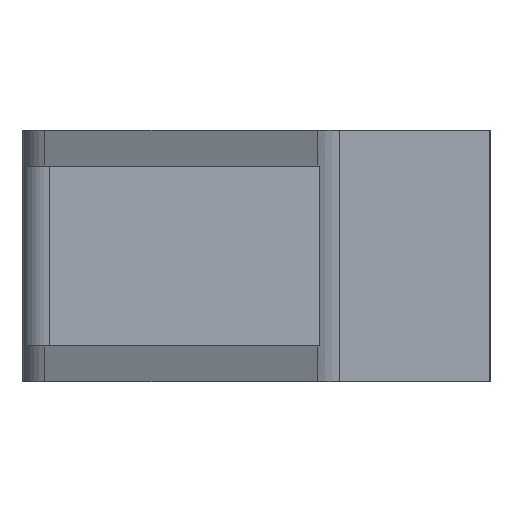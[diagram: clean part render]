
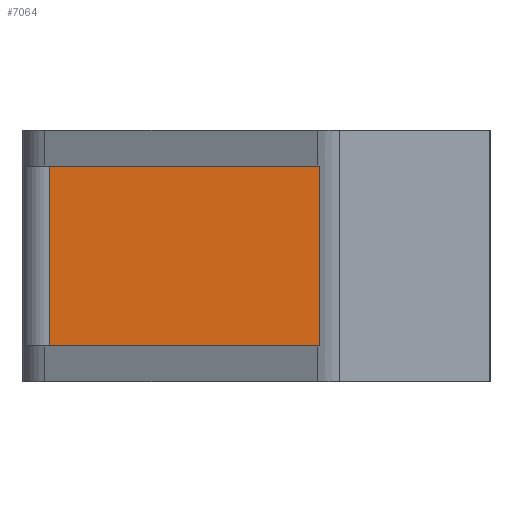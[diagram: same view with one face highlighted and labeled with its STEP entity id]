
A CAD part, left-side view. The second image highlights one B-rep face of the part: STEP entity #7064.
In plain terms, the highlighted planar face has unit normal (-1, 0, 0).
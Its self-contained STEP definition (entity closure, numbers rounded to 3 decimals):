
#325 = EDGE_CURVE ( 'NONE', #3616, #5851, #2851, .T. ) ;
#363 = ORIENTED_EDGE ( 'NONE', *, *, #3118, .T. ) ;
#554 = ORIENTED_EDGE ( 'NONE', *, *, #6745, .F. ) ;
#670 = ORIENTED_EDGE ( 'NONE', *, *, #325, .F. ) ;
#679 = CARTESIAN_POINT ( 'NONE',  ( -25.545, 49., 24. ) ) ;
#899 = DIRECTION ( 'NONE',  ( 0., 0., -1. ) ) ;
#1101 = CARTESIAN_POINT ( 'NONE',  ( -25.545, 49., 4. ) ) ;
#1215 = LINE ( 'NONE', #6282, #6641 ) ;
#1896 = VECTOR ( 'NONE', #899, 1000. ) ;
#1993 = LINE ( 'NONE', #1101, #1896 ) ;
#2080 = FACE_OUTER_BOUND ( 'NONE', #5086, .T. ) ;
#2500 = CARTESIAN_POINT ( 'NONE',  ( -25.545, 19., 24. ) ) ;
#2697 = VECTOR ( 'NONE', #3023, 1000. ) ;
#2718 = LINE ( 'NONE', #3296, #2697 ) ;
#2761 = VECTOR ( 'NONE', #5229, 1000. ) ;
#2851 = LINE ( 'NONE', #5126, #2761 ) ;
#3023 = DIRECTION ( 'NONE',  ( 0., 1., 0. ) ) ;
#3118 = EDGE_CURVE ( 'NONE', #3616, #4855, #1215, .T. ) ;
#3296 = CARTESIAN_POINT ( 'NONE',  ( -25.545, 19., 4. ) ) ;
#3616 = VERTEX_POINT ( 'NONE', #2500 ) ;
#3794 = CARTESIAN_POINT ( 'NONE',  ( -25.545, 49., 4. ) ) ;
#3876 = VERTEX_POINT ( 'NONE', #3794 ) ;
#4855 = VERTEX_POINT ( 'NONE', #679 ) ;
#5086 = EDGE_LOOP ( 'NONE', ( #363, #6212, #554, #670 ) ) ;
#5126 = CARTESIAN_POINT ( 'NONE',  ( -25.545, 19., 4. ) ) ;
#5229 = DIRECTION ( 'NONE',  ( 0., 0., -1. ) ) ;
#5623 = CARTESIAN_POINT ( 'NONE',  ( -25.545, 19., 4. ) ) ;
#5640 = PLANE ( 'NONE',  #6540 ) ;
#5851 = VERTEX_POINT ( 'NONE', #6209 ) ;
#5877 = DIRECTION ( 'NONE',  ( 1., 0., 0. ) ) ;
#5950 = DIRECTION ( 'NONE',  ( 0., 0., -1. ) ) ;
#6209 = CARTESIAN_POINT ( 'NONE',  ( -25.545, 19., 4. ) ) ;
#6212 = ORIENTED_EDGE ( 'NONE', *, *, #7180, .T. ) ;
#6282 = CARTESIAN_POINT ( 'NONE',  ( -25.545, 19., 24. ) ) ;
#6437 = DIRECTION ( 'NONE',  ( 0., 1., 0. ) ) ;
#6540 = AXIS2_PLACEMENT_3D ( 'NONE', #5623, #5877, #5950 ) ;
#6641 = VECTOR ( 'NONE', #6437, 1000. ) ;
#6745 = EDGE_CURVE ( 'NONE', #5851, #3876, #2718, .T. ) ;
#7064 = ADVANCED_FACE ( 'NONE', ( #2080 ), #5640, .F. ) ;
#7180 = EDGE_CURVE ( 'NONE', #4855, #3876, #1993, .T. ) ;
